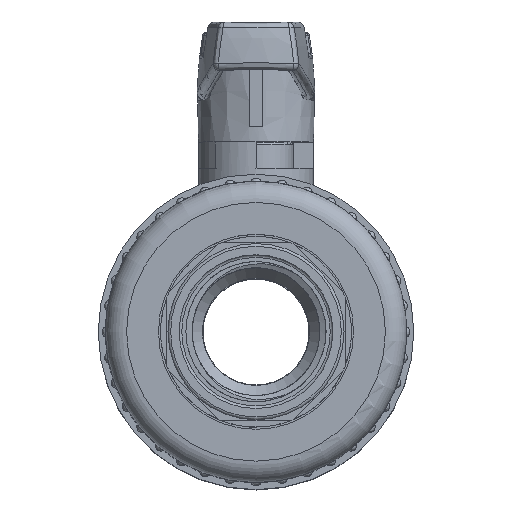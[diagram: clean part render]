
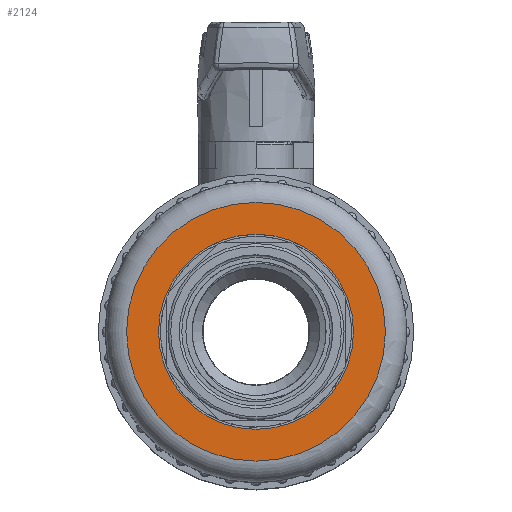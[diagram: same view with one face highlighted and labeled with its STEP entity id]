
A CAD part, top view. The second image highlights one B-rep face of the part: STEP entity #2124.
In plain terms, the highlighted planar face has unit normal (0, 0, 1).
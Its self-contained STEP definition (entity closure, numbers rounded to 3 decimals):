
#1548=FACE_BOUND('',#4210,.T.);
#1549=FACE_BOUND('',#4211,.T.);
#2124=ADVANCED_FACE('',(#1548,#1549),#2883,.T.);
#2883=PLANE('',#16348);
#4210=EDGE_LOOP('',(#7174));
#4211=EDGE_LOOP('',(#7175));
#5303=CIRCLE('',#16343,18.4);
#5305=CIRCLE('',#16347,24.4);
#7174=ORIENTED_EDGE('',*,*,#12420,.T.);
#7175=ORIENTED_EDGE('',*,*,#12418,.F.);
#10656=VERTEX_POINT('',#28236);
#10658=VERTEX_POINT('',#28242);
#12418=EDGE_CURVE('',#10656,#10656,#5303,.T.);
#12420=EDGE_CURVE('',#10658,#10658,#5305,.T.);
#16343=AXIS2_PLACEMENT_3D('',#28235,#18451,#18452);
#16347=AXIS2_PLACEMENT_3D('',#28241,#18459,#18460);
#16348=AXIS2_PLACEMENT_3D('',#28243,#18461,#18462);
#18451=DIRECTION('',(0.,0.,1.));
#18452=DIRECTION('',(0.,-1.,0.));
#18459=DIRECTION('',(0.,0.,1.));
#18460=DIRECTION('',(0.,-1.,0.));
#18461=DIRECTION('',(0.,0.,1.));
#18462=DIRECTION('',(0.,1.,0.));
#28235=CARTESIAN_POINT('',(0.,0.,-76.5));
#28236=CARTESIAN_POINT('',(0.,-18.4,-76.5));
#28241=CARTESIAN_POINT('',(0.,0.,-76.5));
#28242=CARTESIAN_POINT('',(0.,-24.4,-76.5));
#28243=CARTESIAN_POINT('',(0.,0.,-76.5));
